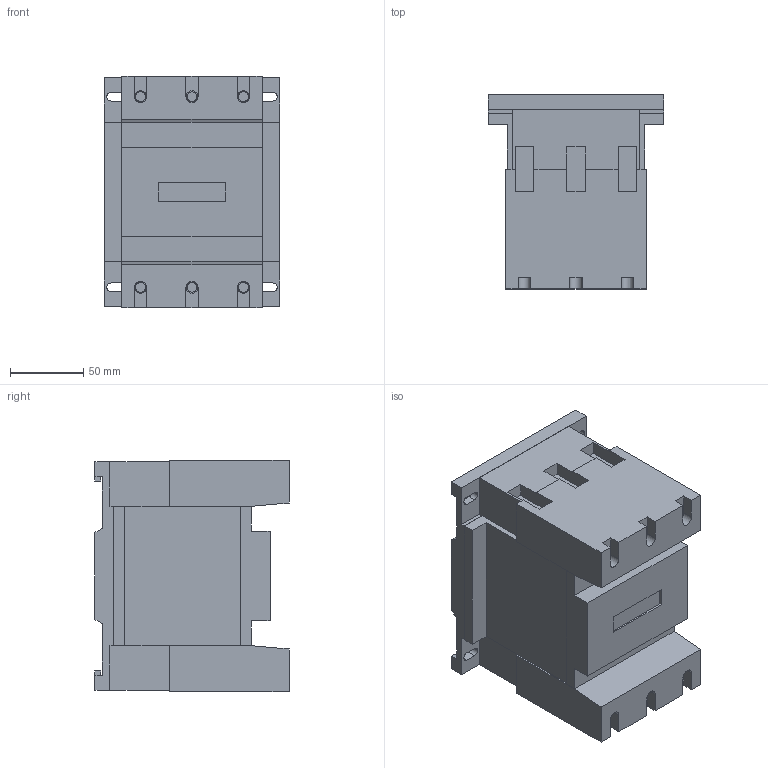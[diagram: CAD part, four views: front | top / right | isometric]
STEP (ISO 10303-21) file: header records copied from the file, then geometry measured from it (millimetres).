
FILE_DESCRIPTION(('starvars output'),'2;1');
FILE_NAME('LC1D150FE7_3D.stp','09:36:33 2020/03/31',( 'Thomas Industrial Network Germany GmbH'),( 'Thomas Industrial Network Germany GmbH'),'unknown preprocess','ACIS' ,'unknown authorization');
FILE_SCHEMA(('AUTOMOTIVE_DESIGN_CC2 {UNKNOWN IMPLEMENTATION LEVEL}'));
Length unit declared in the file: millimetre
Products named in the file (3): PRODUCT_ID_506; PRODUCT_ID_507; PRODUCT_ID_508
Bounding box: 119.89 x 132.33 x 157.99 mm (x, y, z)
Volume: 1771176.3 mm3; surface area: 176825 mm2
Topology: 3 solids, 3 shells, 201 faces, 550 edges, 364 vertices
Faces by surface type: plane 155, cylinder 46
Entity records: 7646 total; most frequent: ORIENTED_EDGE 1100, CARTESIAN_POINT 996, DIRECTION 854, EDGE_CURVE 550, VECTOR 410, LINE 410, VERTEX_POINT 364, AXIS2_PLACEMENT_3D 222
